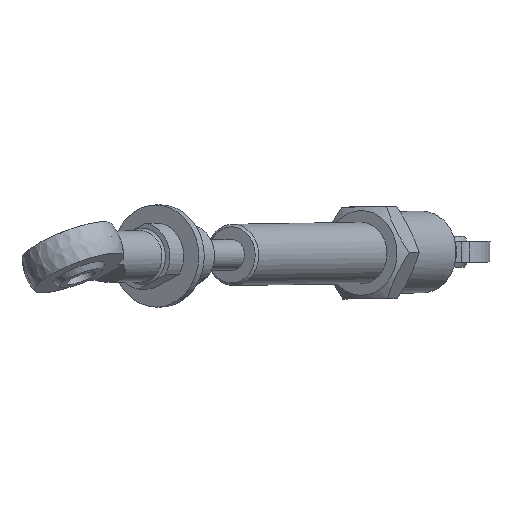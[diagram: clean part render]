
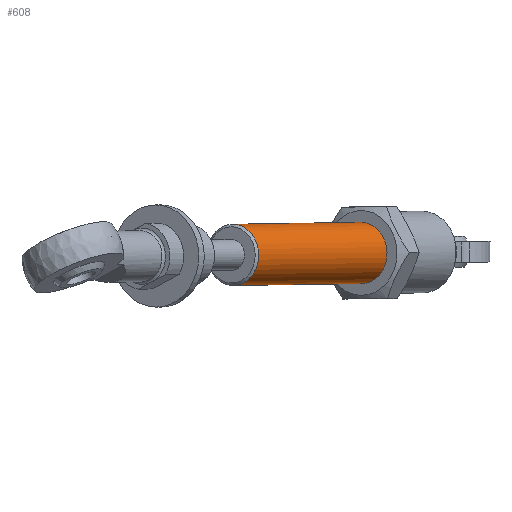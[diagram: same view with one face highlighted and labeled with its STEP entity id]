
A CAD part, left-side view. The second image highlights one B-rep face of the part: STEP entity #608.
In plain terms, the highlighted cylindrical face has radius 6 mm (diameter 12 mm), a full revolution.
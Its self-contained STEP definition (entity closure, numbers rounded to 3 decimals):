
#577=CARTESIAN_POINT('',(-6.0,0.5,0.));
#578=VERTEX_POINT('',#577);
#579=CARTESIAN_POINT('',(0.,0.5,0.0));
#580=DIRECTION('',(0.0,-1.0,0.0));
#581=DIRECTION('',(1.0,0.0,0.0));
#582=AXIS2_PLACEMENT_3D('',#579,#580,#581);
#583=CIRCLE('',#582,6.0);
#584=EDGE_CURVE('',#578,#578,#583,.T.);
#589=CARTESIAN_POINT('',(0.,33.0,0.0));
#590=DIRECTION('',(0.,1.0,0.0));
#591=DIRECTION('',(-1.0,0.0,0.0));
#592=AXIS2_PLACEMENT_3D('',#589,#590,#591);
#593=CYLINDRICAL_SURFACE('',#592,6.0);
#594=CARTESIAN_POINT('',(-6.,65.5,0.));
#595=VERTEX_POINT('',#594);
#596=CARTESIAN_POINT('',(0.,65.5,0.0));
#597=DIRECTION('',(0.0,1.0,0.0));
#598=DIRECTION('',(1.0,0.0,0.0));
#599=AXIS2_PLACEMENT_3D('',#596,#597,#598);
#600=CIRCLE('',#599,6.0);
#601=EDGE_CURVE('',#595,#595,#600,.T.);
#602=ORIENTED_EDGE('',*,*,#601,.F.);
#603=EDGE_LOOP('',(#602));
#604=FACE_OUTER_BOUND('',#603,.T.);
#605=ORIENTED_EDGE('',*,*,#584,.F.);
#606=EDGE_LOOP('',(#605));
#607=FACE_BOUND('',#606,.T.);
#608=ADVANCED_FACE('',(#604,#607),#593,.T.);
